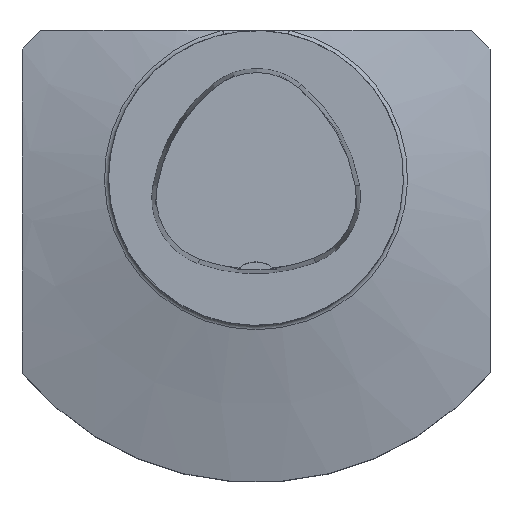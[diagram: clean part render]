
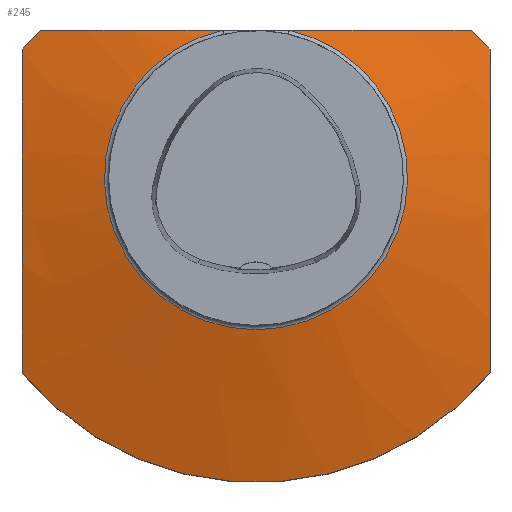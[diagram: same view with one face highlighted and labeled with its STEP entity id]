
A CAD part, top view. The second image highlights one B-rep face of the part: STEP entity #245.
In plain terms, the highlighted conical face has half-angle 75 degrees and reference radius 31.5 mm.
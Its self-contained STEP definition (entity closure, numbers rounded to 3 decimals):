
#105=CONICAL_SURFACE('',#1657,31.5,75.);
#159=FACE_OUTER_BOUND('',#591,.T.);
#245=ADVANCED_FACE('',(#159),#105,.T.);
#591=EDGE_LOOP('',(#873,#874,#875,#876,#877,#878,#879,#880));
#683=B_SPLINE_CURVE_WITH_KNOTS('',3,(#2447,#2448,#2449,#2450),
 .UNSPECIFIED.,.F.,.F.,(4,4),(0.,1.),.UNSPECIFIED.);
#684=B_SPLINE_CURVE_WITH_KNOTS('',3,(#2454,#2455,#2456,#2457),
 .UNSPECIFIED.,.F.,.F.,(4,4),(0.,1.),.UNSPECIFIED.);
#685=B_SPLINE_CURVE_WITH_KNOTS('',3,(#2507,#2508,#2509,#2510,#2511,#2512),
 .UNSPECIFIED.,.F.,.F.,(4,2,4),(0.,0.5,1.),.UNSPECIFIED.);
#686=B_SPLINE_CURVE_WITH_KNOTS('',3,(#2514,#2515,#2516,#2517,#2518,#2519),
 .UNSPECIFIED.,.F.,.F.,(4,2,4),(0.,0.5,1.),.UNSPECIFIED.);
#687=B_SPLINE_CURVE_WITH_KNOTS('',3,(#2520,#2521,#2522,#2523,#2524,#2525),
 .UNSPECIFIED.,.F.,.F.,(4,2,4),(0.,0.5,1.),.UNSPECIFIED.);
#688=B_SPLINE_CURVE_WITH_KNOTS('',3,(#2526,#2527,#2528,#2529,#2530,#2531),
 .UNSPECIFIED.,.F.,.F.,(4,2,4),(0.,0.5,1.),.UNSPECIFIED.);
#873=ORIENTED_EDGE('',*,*,#1356,.F.);
#874=ORIENTED_EDGE('',*,*,#1350,.T.);
#875=ORIENTED_EDGE('',*,*,#1357,.T.);
#876=ORIENTED_EDGE('',*,*,#1355,.T.);
#877=ORIENTED_EDGE('',*,*,#1358,.T.);
#878=ORIENTED_EDGE('',*,*,#1348,.T.);
#879=ORIENTED_EDGE('',*,*,#1359,.T.);
#880=ORIENTED_EDGE('',*,*,#1360,.T.);
#1194=VERTEX_POINT('',#2444);
#1195=VERTEX_POINT('',#2446);
#1196=VERTEX_POINT('',#2453);
#1197=VERTEX_POINT('',#2458);
#1198=VERTEX_POINT('',#2462);
#1199=VERTEX_POINT('',#2473);
#1200=VERTEX_POINT('',#2513);
#1201=VERTEX_POINT('',#2532);
#1348=EDGE_CURVE('',#1194,#1195,#683,.T.);
#1350=EDGE_CURVE('',#1197,#1196,#684,.T.);
#1355=EDGE_CURVE('',#1198,#1199,#1504,.T.);
#1356=EDGE_CURVE('',#1197,#1200,#685,.T.);
#1357=EDGE_CURVE('',#1196,#1198,#686,.T.);
#1358=EDGE_CURVE('',#1199,#1194,#687,.T.);
#1359=EDGE_CURVE('',#1195,#1201,#688,.T.);
#1360=EDGE_CURVE('',#1201,#1200,#1505,.T.);
#1504=CIRCLE('',#1654,32.389);
#1505=CIRCLE('',#1656,65.);
#1654=AXIS2_PLACEMENT_3D('',#2505,#1952,#1953);
#1656=AXIS2_PLACEMENT_3D('',#2533,#1956,#1957);
#1657=AXIS2_PLACEMENT_3D('',#2534,#1958,#1959);
#1952=DIRECTION('',(0.,0.,-1.));
#1953=DIRECTION('',(-1.,0.,0.));
#1956=DIRECTION('',(0.,0.,1.));
#1957=DIRECTION('',(-1.,0.,0.));
#1958=DIRECTION('',(0.,0.,-1.));
#1959=DIRECTION('',(1.,0.,0.));
#2444=CARTESIAN_POINT('',(-46.,31.6,-29.433));
#2446=CARTESIAN_POINT('',(-50.,27.6,-29.783));
#2447=CARTESIAN_POINT('',(-46.,31.6,-29.433));
#2448=CARTESIAN_POINT('',(-47.334,30.266,-29.526));
#2449=CARTESIAN_POINT('',(-48.668,28.932,-29.643));
#2450=CARTESIAN_POINT('',(-50.,27.6,-29.783));
#2453=CARTESIAN_POINT('',(46.,31.6,-29.433));
#2454=CARTESIAN_POINT('',(50.,27.6,-29.783));
#2455=CARTESIAN_POINT('',(48.668,28.932,-29.643));
#2456=CARTESIAN_POINT('',(47.334,30.266,-29.526));
#2457=CARTESIAN_POINT('',(46.,31.6,-29.433));
#2458=CARTESIAN_POINT('',(50.,27.6,-29.783));
#2462=CARTESIAN_POINT('',(7.107,31.6,-23.158));
#2473=CARTESIAN_POINT('',(-7.107,31.6,-23.158));
#2505=CARTESIAN_POINT('',(0.,0.,-23.158));
#2507=CARTESIAN_POINT('',(50.,27.6,-29.783));
#2508=CARTESIAN_POINT('',(50.,16.059,-28.288));
#2509=CARTESIAN_POINT('',(50.,4.524,-27.58));
#2510=CARTESIAN_POINT('',(50.,-18.527,-28.436));
#2511=CARTESIAN_POINT('',(50.,-30.07,-29.934));
#2512=CARTESIAN_POINT('',(50.,-41.533,-31.896));
#2513=CARTESIAN_POINT('',(50.,-41.533,-31.896));
#2514=CARTESIAN_POINT('',(46.,31.6,-29.433));
#2515=CARTESIAN_POINT('',(39.578,31.6,-28.015));
#2516=CARTESIAN_POINT('',(33.143,31.6,-26.678));
#2517=CARTESIAN_POINT('',(20.202,31.6,-24.442));
#2518=CARTESIAN_POINT('',(13.696,31.6,-23.546));
#2519=CARTESIAN_POINT('',(7.107,31.6,-23.158));
#2520=CARTESIAN_POINT('',(-7.107,31.6,-23.158));
#2521=CARTESIAN_POINT('',(-13.689,31.6,-23.545));
#2522=CARTESIAN_POINT('',(-20.195,31.6,-24.44));
#2523=CARTESIAN_POINT('',(-33.138,31.6,-26.677));
#2524=CARTESIAN_POINT('',(-39.578,31.6,-28.015));
#2525=CARTESIAN_POINT('',(-46.,31.6,-29.433));
#2526=CARTESIAN_POINT('',(-50.,27.6,-29.783));
#2527=CARTESIAN_POINT('',(-50.,16.059,-28.288));
#2528=CARTESIAN_POINT('',(-50.,4.524,-27.58));
#2529=CARTESIAN_POINT('',(-50.,-18.527,-28.436));
#2530=CARTESIAN_POINT('',(-50.,-30.07,-29.934));
#2531=CARTESIAN_POINT('',(-50.,-41.533,-31.896));
#2532=CARTESIAN_POINT('',(-50.,-41.533,-31.896));
#2533=CARTESIAN_POINT('',(0.,0.,-31.896));
#2534=CARTESIAN_POINT('',(0.,0.,-22.92));
